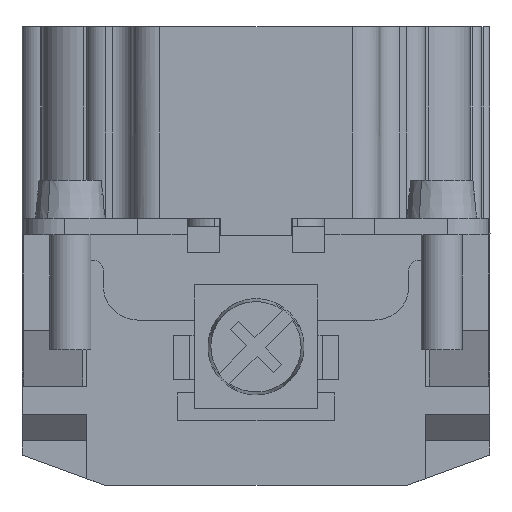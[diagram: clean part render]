
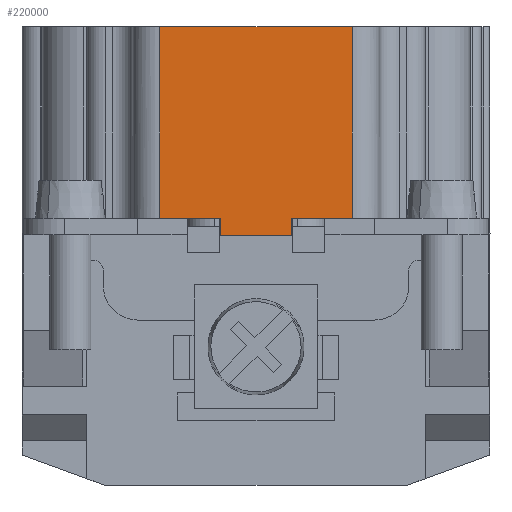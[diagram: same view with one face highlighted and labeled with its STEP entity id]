
A CAD part, front view. The second image highlights one B-rep face of the part: STEP entity #220000.
In plain terms, the highlighted face is planar.
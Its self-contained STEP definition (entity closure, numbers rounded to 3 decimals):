
#60=CARTESIAN_POINT('',(0.,16.8,
0.861));
#70=DIRECTION('',(0.,0.,-1.));
#80=VECTOR('',#70,1.);
#90=LINE('',#60,#80);
#100=CARTESIAN_POINT('',(0.,16.8,
19.861));
#110=VERTEX_POINT('',#100);
#120=CARTESIAN_POINT('',(0.,16.8,
14.661));
#130=VERTEX_POINT('',#120);
#140=EDGE_CURVE('',#110,#130,#90,.T.);
#5110=CARTESIAN_POINT('',(0.,18.05,
19.861));
#5120=VERTEX_POINT('',#5110);
#5150=CARTESIAN_POINT('',(0.,20.65,
19.861));
#5160=DIRECTION('',(0.,1.,0.));
#5170=VECTOR('',#5160,1.);
#5180=LINE('',#5150,#5170);
#5190=EDGE_CURVE('',#110,#5120,#5180,.T.);
#5430=CARTESIAN_POINT('',(0.,18.05,
14.661));
#5440=VERTEX_POINT('',#5430);
#5540=CARTESIAN_POINT('',(0.,20.65,
14.661));
#5550=DIRECTION('',(0.,-1.,0.));
#5560=VECTOR('',#5550,1.);
#5570=LINE('',#5540,#5560);
#5580=EDGE_CURVE('',#5440,#130,#5570,.T.);
#93250=CARTESIAN_POINT('',(0.,18.05,
24.261));
#93260=VERTEX_POINT('',#93250);
#93290=CARTESIAN_POINT('',(0.,18.05,
0.861));
#93300=DIRECTION('',(0.,0.,-1.));
#93310=VECTOR('',#93300,1.);
#93320=LINE('',#93290,#93310);
#93330=EDGE_CURVE('',#93260,#5120,#93320,.T.);
#93380=CARTESIAN_POINT('',(0.,18.05,
10.261));
#93390=VERTEX_POINT('',#93380);
#93400=EDGE_CURVE('',#5440,#93390,#93320,.T.);
#145710=CARTESIAN_POINT('',(0.,31.95,
10.261));
#145720=VERTEX_POINT('',#145710);
#145750=CARTESIAN_POINT('',(0.,31.95,
0.861));
#145760=DIRECTION('',(0.,0.,1.));
#145770=VECTOR('',#145760,1.);
#145780=LINE('',#145750,#145770);
#145790=CARTESIAN_POINT('',(0.,31.95,
24.261));
#145800=VERTEX_POINT('',#145790);
#145810=EDGE_CURVE('',#145720,#145800,#145780,.T.);
#219750=CARTESIAN_POINT('',(0.,20.65,
8.261));
#219760=DIRECTION('',(1.,0.,0.));
#219770=DIRECTION('',(0.,0.,1.));
#219780=AXIS2_PLACEMENT_3D('',#219750,#219760,#219770);
#219790=PLANE('',#219780);
#219800=ORIENTED_EDGE('',*,*,#93400,.T.);
#219810=ORIENTED_EDGE('',*,*,#5580,.F.);
#219820=ORIENTED_EDGE('',*,*,#140,.T.);
#219830=ORIENTED_EDGE('',*,*,#5190,.F.);
#219840=ORIENTED_EDGE('',*,*,#93330,.T.);
#219850=CARTESIAN_POINT('',(0.,20.65,
24.261));
#219860=DIRECTION('',(0.,1.,0.));
#219870=VECTOR('',#219860,1.);
#219880=LINE('',#219850,#219870);
#219890=EDGE_CURVE('',#93260,#145800,#219880,.T.);
#219900=ORIENTED_EDGE('',*,*,#219890,.F.);
#219910=ORIENTED_EDGE('',*,*,#145810,.T.);
#219920=CARTESIAN_POINT('',(0.,20.65,
10.261));
#219930=DIRECTION('',(0.,1.,0.));
#219940=VECTOR('',#219930,1.);
#219950=LINE('',#219920,#219940);
#219960=EDGE_CURVE('',#93390,#145720,#219950,.T.);
#219970=ORIENTED_EDGE('',*,*,#219960,.T.);
#219980=EDGE_LOOP('',(#219970,#219910,#219900,#219840,#219830,#219820,
#219810,#219800));
#219990=FACE_OUTER_BOUND('',#219980,.T.);
#220000=ADVANCED_FACE('',(#219990),#219790,.T.);
